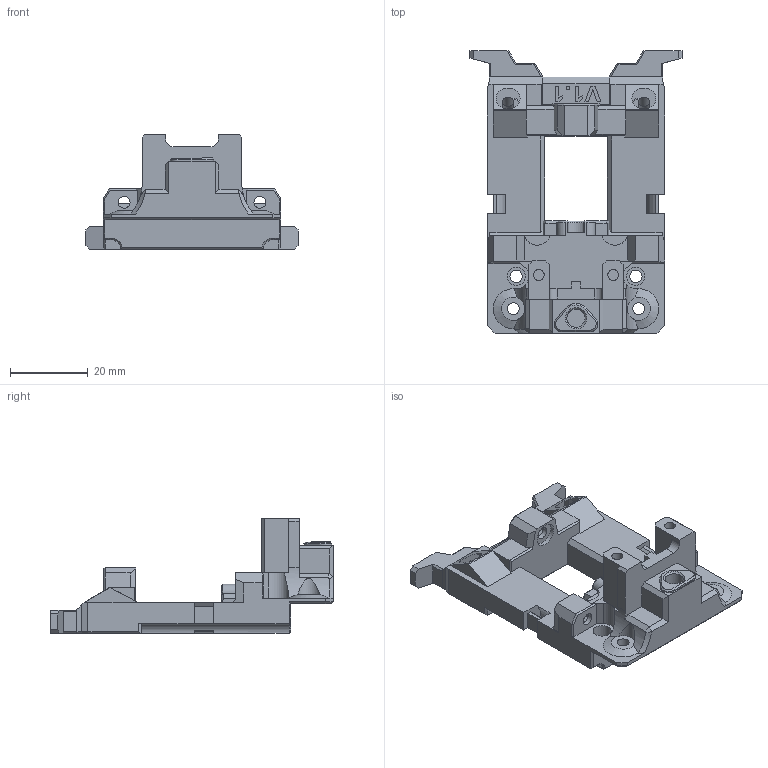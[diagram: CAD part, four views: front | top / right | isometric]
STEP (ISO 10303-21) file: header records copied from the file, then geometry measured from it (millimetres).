
FILE_DESCRIPTION(/* description */ (''),/* implementation_level */ '2;1');
FILE_NAME(/* name */ 'XOL.step',/* time_stamp */ '2024-08-20T10:26:32-06:00',/* author */ (''),/* organization */ (''),/* preprocessor_version */ 'ST-DEVELOPER v20',/* originating_system */ 'Autodesk Translation Framework v13.14.0.145',/* authorisation */ '');
FILE_SCHEMA (('AUTOMOTIVE_DESIGN { 1 0 10303 214 3 1 1 }'));
Length unit declared in the file: millimetre
Products named in the file (1): Backplate
Bounding box: 54.63 x 72.79 x 29.58 mm (x, y, z)
Volume: 26121 mm3; surface area: 12202.5 mm2
Topology: 3 solids, 5 shells, 487 faces, 1286 edges, 823 vertices
Faces by surface type: plane 412, cylinder 48, cone 25, bspline 2
Full cylindrical faces by diameter (mm): 2.8 x4, 3.1 x5, 3.2 x2, 4.7 x7, 6 x1
Entity records: 15008 total; most frequent: CARTESIAN_POINT 2841, ORIENTED_EDGE 2564, DIRECTION 2387, EDGE_CURVE 1282, LINE 1105, VECTOR 1105, VERTEX_POINT 823, AXIS2_PLACEMENT_3D 641
